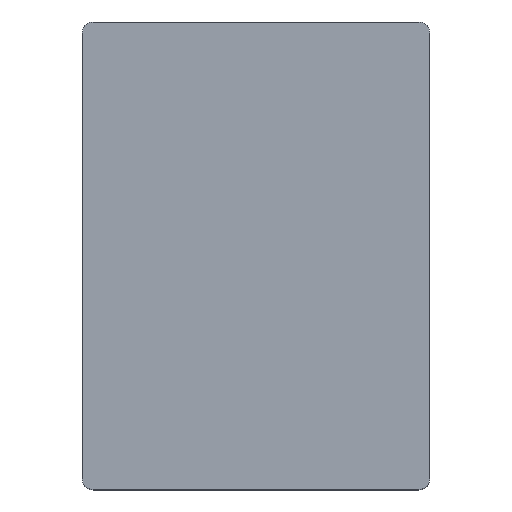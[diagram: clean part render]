
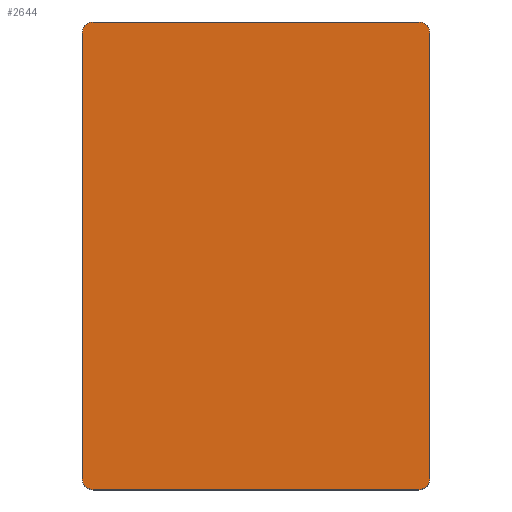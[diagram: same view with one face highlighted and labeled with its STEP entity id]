
A CAD part, top view. The second image highlights one B-rep face of the part: STEP entity #2644.
In plain terms, the highlighted planar face has unit normal (0, 0, 1).
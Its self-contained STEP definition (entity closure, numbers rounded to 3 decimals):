
#104=CIRCLE('',#2868,1.5);
#108=CIRCLE('',#2874,1.5);
#109=CIRCLE('',#2875,1.5);
#110=CIRCLE('',#2876,1.5);
#258=FACE_OUTER_BOUND('',#399,.T.);
#399=EDGE_LOOP('',(#2317,#2318,#2319,#2320,#2321,#2322,#2323,#2324));
#704=LINE('',#4382,#1005);
#705=LINE('',#4387,#1006);
#706=LINE('',#4391,#1007);
#707=LINE('',#4394,#1008);
#1005=VECTOR('',#3555,10.);
#1006=VECTOR('',#3560,10.);
#1007=VECTOR('',#3563,10.);
#1008=VECTOR('',#3566,10.);
#1275=VERTEX_POINT('',#4364);
#1276=VERTEX_POINT('',#4366);
#1281=VERTEX_POINT('',#4380);
#1282=VERTEX_POINT('',#4384);
#1283=VERTEX_POINT('',#4386);
#1284=VERTEX_POINT('',#4388);
#1285=VERTEX_POINT('',#4390);
#1286=VERTEX_POINT('',#4392);
#1638=EDGE_CURVE('',#1276,#1275,#104,.T.);
#1647=EDGE_CURVE('',#1281,#1275,#704,.T.);
#1648=EDGE_CURVE('',#1281,#1282,#108,.T.);
#1649=EDGE_CURVE('',#1283,#1282,#705,.T.);
#1650=EDGE_CURVE('',#1283,#1284,#109,.T.);
#1651=EDGE_CURVE('',#1285,#1284,#706,.T.);
#1652=EDGE_CURVE('',#1285,#1286,#110,.T.);
#1653=EDGE_CURVE('',#1276,#1286,#707,.T.);
#2317=ORIENTED_EDGE('',*,*,#1638,.T.);
#2318=ORIENTED_EDGE('',*,*,#1647,.F.);
#2319=ORIENTED_EDGE('',*,*,#1648,.T.);
#2320=ORIENTED_EDGE('',*,*,#1649,.F.);
#2321=ORIENTED_EDGE('',*,*,#1650,.T.);
#2322=ORIENTED_EDGE('',*,*,#1651,.F.);
#2323=ORIENTED_EDGE('',*,*,#1652,.T.);
#2324=ORIENTED_EDGE('',*,*,#1653,.F.);
#2520=PLANE('',#2873);
#2644=ADVANCED_FACE('',(#258),#2520,.F.);
#2868=AXIS2_PLACEMENT_3D('',#4367,#3540,#3541);
#2873=AXIS2_PLACEMENT_3D('',#4383,#3556,#3557);
#2874=AXIS2_PLACEMENT_3D('',#4385,#3558,#3559);
#2875=AXIS2_PLACEMENT_3D('',#4389,#3561,#3562);
#2876=AXIS2_PLACEMENT_3D('',#4393,#3564,#3565);
#3540=DIRECTION('center_axis',(0.,0.,1.));
#3541=DIRECTION('ref_axis',(0.707,-0.707,0.));
#3555=DIRECTION('',(0.,-1.,0.));
#3556=DIRECTION('center_axis',(0.,0.,-1.));
#3557=DIRECTION('ref_axis',(-1.,0.,0.));
#3558=DIRECTION('center_axis',(0.,0.,1.));
#3559=DIRECTION('ref_axis',(0.707,0.707,0.));
#3560=DIRECTION('',(1.,0.,0.));
#3561=DIRECTION('center_axis',(0.,0.,1.));
#3562=DIRECTION('ref_axis',(-0.707,0.707,0.));
#3563=DIRECTION('',(0.,1.,0.));
#3564=DIRECTION('center_axis',(0.,0.,1.));
#3565=DIRECTION('ref_axis',(-0.707,-0.707,0.));
#3566=DIRECTION('',(-1.,0.,0.));
#4364=CARTESIAN_POINT('',(20.4,-35.,28.2));
#4366=CARTESIAN_POINT('',(18.9,-36.5,28.2));
#4367=CARTESIAN_POINT('Origin',(18.9,-35.,28.2));
#4380=CARTESIAN_POINT('',(20.4,25.,28.2));
#4382=CARTESIAN_POINT('',(20.4,-26.5,28.2));
#4383=CARTESIAN_POINT('Origin',(-3.,-5.,28.2));
#4384=CARTESIAN_POINT('',(18.9,26.5,28.2));
#4385=CARTESIAN_POINT('Origin',(18.9,25.,28.2));
#4386=CARTESIAN_POINT('',(-24.9,26.5,28.2));
#4387=CARTESIAN_POINT('',(-20.4,26.5,28.2));
#4388=CARTESIAN_POINT('',(-26.4,25.,28.2));
#4389=CARTESIAN_POINT('Origin',(-24.9,25.,28.2));
#4390=CARTESIAN_POINT('',(-26.4,-35.,28.2));
#4391=CARTESIAN_POINT('',(-26.4,26.5,28.2));
#4392=CARTESIAN_POINT('',(-24.9,-36.5,28.2));
#4393=CARTESIAN_POINT('Origin',(-24.9,-35.,28.2));
#4394=CARTESIAN_POINT('',(-26.4,-36.5,28.2));
